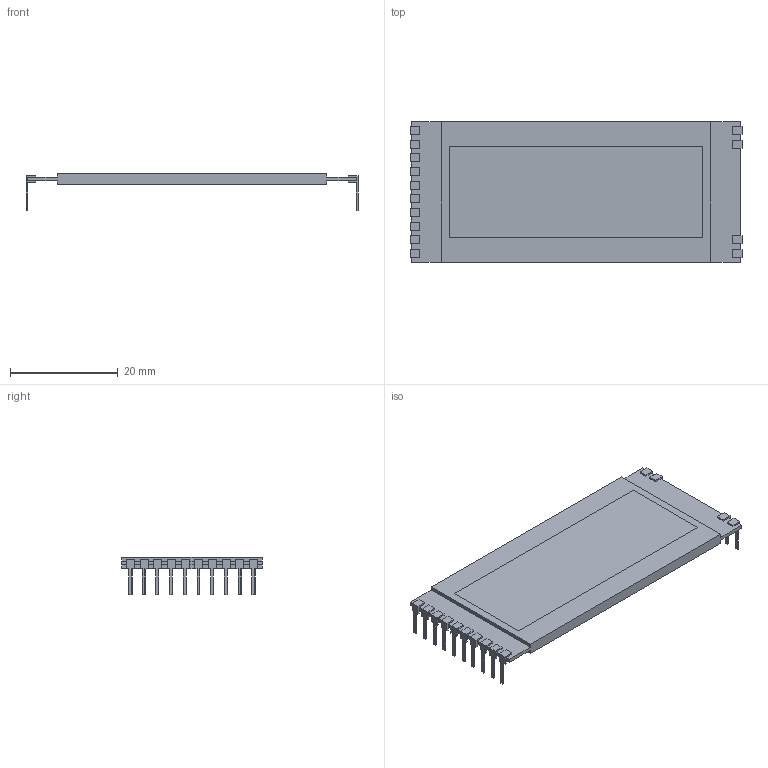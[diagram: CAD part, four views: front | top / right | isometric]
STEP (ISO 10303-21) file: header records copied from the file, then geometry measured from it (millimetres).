
FILE_DESCRIPTION(('FreeCAD Model'),'2;1');
FILE_NAME('EA_OLEDM204-LGA.step', '2019-10-28T14:40:08',('Author'),(''), 'Open CASCADE STEP processor 7.2','FreeCAD','Unknown');
FILE_SCHEMA(('AUTOMOTIVE_DESIGN { 1 0 10303 214 1 1 1 1 }'));
Length unit declared in the file: millimetre
Products named in the file (16): Koerper; Glas; Pin_04; Pin_05; Pin_08; Pin_11; Pin_19; Pin_12; Pin_03; Pin_20; Pin_07; Pin_09; Pin_10; Pin_02; Pin_06; Pin_01
Bounding box: 61.6 x 26 x 6.91 mm (x, y, z)
Volume: 3537.2 mm3; surface area: 5552.5 mm2
Topology: 16 solids, 16 shells, 244 faces, 636 edges, 424 vertices
Faces by surface type: plane 244
Entity records: 15881 total; most frequent: CARTESIAN_POINT 2577, DIRECTION 2398, LINE 1908, VECTOR 1908, ORIENTED_EDGE 1272, PCURVE 1272, DEFINITIONAL_REPRESENTATION 1272, EDGE_CURVE 636
